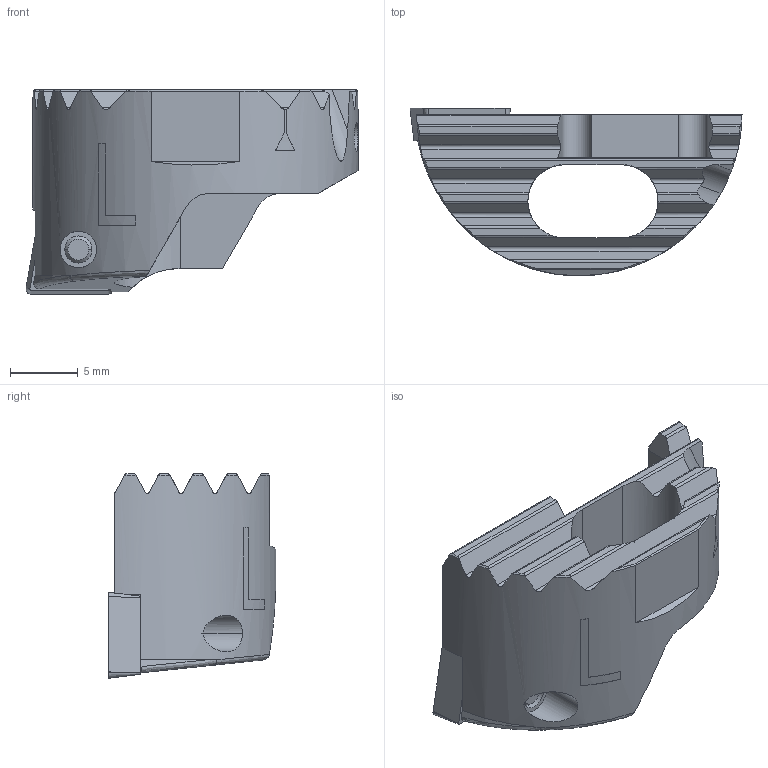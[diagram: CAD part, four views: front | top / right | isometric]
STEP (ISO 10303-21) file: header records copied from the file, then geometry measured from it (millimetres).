
FILE_DESCRIPTION(('no description'),'unknown implementation level');
FILE_NAME('FE8F9D15-65B7-4F40-A975-5C911535E7F7_export.stp',' ',('CIMSOURCE GmbH'),('CADClick - KiM GmbH - www.kimweb.de'),'unknown preprocess','ACIS','unknown authorization');
FILE_SCHEMA(('automotive_design'));
Length unit declared in the file: millimetre
Products named in the file (3): 639.422 Kaiser 25-33 SW25 CC06 L|654.852 Kaiser CCMT 060204 K20C;Kombinieren1; 639.422 Kaiser 25-33 SW25 CC06 L|694.122 Kaiser ETL M2.5x6.5 T7 IP 10S;Kreismuster1; 639.422 Kaiser 25-33 SW25 CC06 L|639.422 Kaiser 25-33 SW25 CC06 L;Marke hinten
Bounding box: 24.5 x 12.38 x 15.1 mm (x, y, z)
Volume: 1491 mm3; surface area: 1681.1 mm2
Topology: 3 solids, 3 shells, 189 faces, 518 edges, 338 vertices
Faces by surface type: plane 79, cylinder 70, cone 30, torus 8, bspline 2
Entity records: 13120 total; most frequent: CARTESIAN_POINT 2413, STYLED_ITEM 1048, PRESENTATION_STYLE_ASSIGNMENT 1048, COLOUR_RGB 1048, ORIENTED_EDGE 1036, DIRECTION 1024, EDGE_CURVE 518, CURVE_STYLE 518
